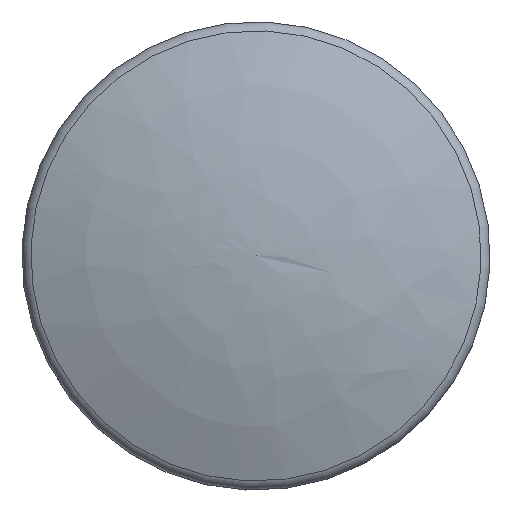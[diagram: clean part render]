
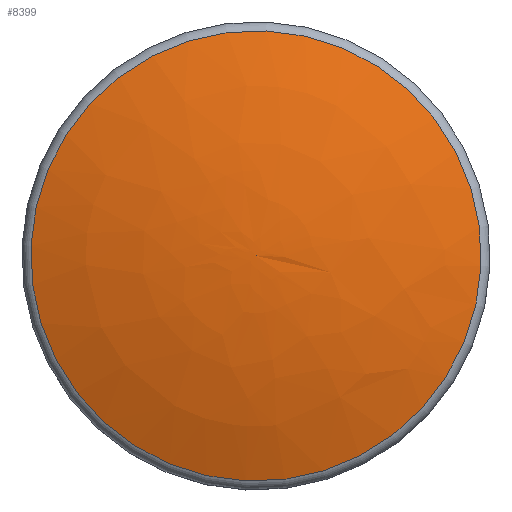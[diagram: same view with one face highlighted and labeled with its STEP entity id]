
A CAD part, top view. The second image highlights one B-rep face of the part: STEP entity #8399.
In plain terms, the highlighted free-form (B-spline) face has degree [2, 2] with [3, 9] control points.
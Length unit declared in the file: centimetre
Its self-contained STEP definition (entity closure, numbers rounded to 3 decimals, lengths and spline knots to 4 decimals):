
#20=(
BOUNDED_SURFACE()
B_SPLINE_SURFACE(2,2,((#13304,#13305,#13306,#13307,#13308,#13309,#13310,
#13311,#13312),(#13313,#13314,#13315,#13316,#13317,#13318,#13319,#13320,
#13321),(#13322,#13323,#13324,#13325,#13326,#13327,#13328,#13329,#13330)),
 .UNSPECIFIED.,.F.,.T.,.F.)
B_SPLINE_SURFACE_WITH_KNOTS((3,3),(3,2,2,2,3),(-1.5607,-1.2218),
(-3.1416,-1.5708,0.,1.5708,3.1416),
 .UNSPECIFIED.)
GEOMETRIC_REPRESENTATION_ITEM()
RATIONAL_B_SPLINE_SURFACE(((1.,0.707,1.,0.707,1.,
0.707,1.,0.707,1.),(0.986,0.697,
0.986,0.697,0.986,0.697,
0.986,0.697,0.986),(1.,0.707,
1.,0.707,1.,0.707,1.,0.707,1.)))
REPRESENTATION_ITEM('')
SURFACE()
);
#2381=FACE_OUTER_BOUND('',#2813,.T.);
#2813=EDGE_LOOP('',(#7040,#7041,#7042));
#3136=CIRCLE('',#9006,1.1539);
#3137=CIRCLE('',#9007,3.478);
#3801=VERTEX_POINT('',#13331);
#3802=VERTEX_POINT('',#13333);
#4920=EDGE_CURVE('',#3801,#3801,#3136,.T.);
#4921=EDGE_CURVE('',#3801,#3802,#3137,.T.);
#7040=ORIENTED_EDGE('',*,*,#4920,.F.);
#7041=ORIENTED_EDGE('',*,*,#4921,.T.);
#7042=ORIENTED_EDGE('',*,*,#4921,.F.);
#8399=ADVANCED_FACE('',(#2381),#20,.F.);
#9006=AXIS2_PLACEMENT_3D('',#13332,#10852,#10853);
#9007=AXIS2_PLACEMENT_3D('',#13334,#10854,#10855);
#10852=DIRECTION('center_axis',(0.,0.,
-1.));
#10853=DIRECTION('ref_axis',(-0.218,-0.976,0.));
#10854=DIRECTION('center_axis',(-0.218,-0.976,0.));
#10855=DIRECTION('ref_axis',(0.976,-0.218,0.));
#13304=CARTESIAN_POINT('Ctrl Pts',(0.,0.,
3.9203));
#13305=CARTESIAN_POINT('Ctrl Pts',(0.,0.,
3.9203));
#13306=CARTESIAN_POINT('Ctrl Pts',(0.,0.,
3.9203));
#13307=CARTESIAN_POINT('Ctrl Pts',(0.,0.,
3.9203));
#13308=CARTESIAN_POINT('Ctrl Pts',(0.,0.,
3.9203));
#13309=CARTESIAN_POINT('Ctrl Pts',(0.,0.,
3.9203));
#13310=CARTESIAN_POINT('Ctrl Pts',(0.,0.,
3.9203));
#13311=CARTESIAN_POINT('Ctrl Pts',(0.,0.,
3.9203));
#13312=CARTESIAN_POINT('Ctrl Pts',(0.,0.,
3.9203));
#13313=CARTESIAN_POINT('Ctrl Pts',(0.5805,-0.1298,
3.9142));
#13314=CARTESIAN_POINT('Ctrl Pts',(0.4507,-0.7104,
3.9142));
#13315=CARTESIAN_POINT('Ctrl Pts',(-0.1298,-0.5805,
3.9142));
#13316=CARTESIAN_POINT('Ctrl Pts',(-0.7104,-0.4507,
3.9142));
#13317=CARTESIAN_POINT('Ctrl Pts',(-0.5805,0.1298,
3.9142));
#13318=CARTESIAN_POINT('Ctrl Pts',(-0.4507,0.7104,
3.9142));
#13319=CARTESIAN_POINT('Ctrl Pts',(0.1298,0.5805,
3.9142));
#13320=CARTESIAN_POINT('Ctrl Pts',(0.7104,0.4507,
3.9142));
#13321=CARTESIAN_POINT('Ctrl Pts',(0.5805,-0.1298,
3.9142));
#13322=CARTESIAN_POINT('Ctrl Pts',(1.1261,-0.2518,3.7108));
#13323=CARTESIAN_POINT('Ctrl Pts',(0.8743,-1.378,
3.7108));
#13324=CARTESIAN_POINT('Ctrl Pts',(-0.2518,-1.1261,
3.7108));
#13325=CARTESIAN_POINT('Ctrl Pts',(-1.378,-0.8743,
3.7108));
#13326=CARTESIAN_POINT('Ctrl Pts',(-1.1261,0.2518,3.7108));
#13327=CARTESIAN_POINT('Ctrl Pts',(-0.8743,1.378,
3.7108));
#13328=CARTESIAN_POINT('Ctrl Pts',(0.2518,1.1261,3.7108));
#13329=CARTESIAN_POINT('Ctrl Pts',(1.378,0.8743,3.7108));
#13330=CARTESIAN_POINT('Ctrl Pts',(1.1261,-0.2518,3.7108));
#13331=CARTESIAN_POINT('',(1.1261,-0.2518,3.7108));
#13332=CARTESIAN_POINT('Origin',(0.,0.,
3.7108));
#13333=CARTESIAN_POINT('',(0.,0.,3.9203));
#13334=CARTESIAN_POINT('Origin',(-0.0344,0.0077,
0.4425));
